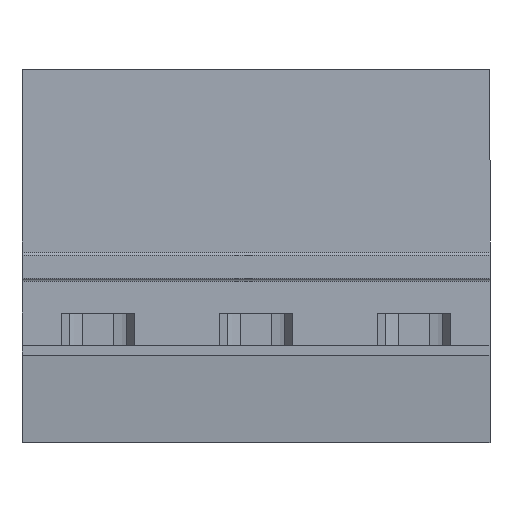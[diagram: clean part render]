
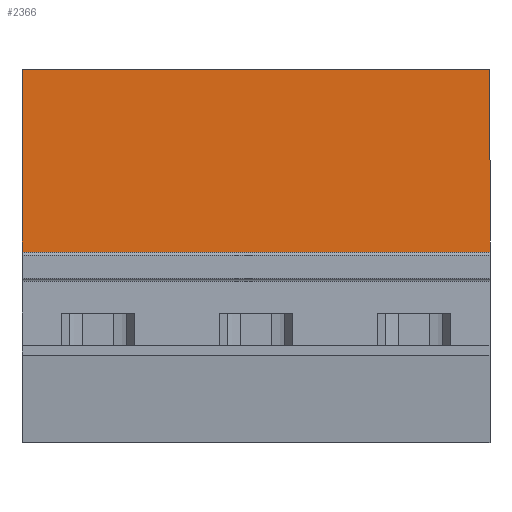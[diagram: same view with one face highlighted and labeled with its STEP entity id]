
A CAD part, top view. The second image highlights one B-rep face of the part: STEP entity #2366.
In plain terms, the highlighted planar face has unit normal (0, 0, 1).
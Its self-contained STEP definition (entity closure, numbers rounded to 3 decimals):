
#1874=CARTESIAN_POINT('',(-7.52,-3.83,7.68));
#1875=VERTEX_POINT('',#1874);
#1883=CARTESIAN_POINT('',(-7.52,2.05,7.68));
#1884=VERTEX_POINT('',#1883);
#1885=CARTESIAN_POINT('',(-7.52,2.05,7.68));
#1886=DIRECTION('',(0.0,-1.0,0.0));
#1887=VECTOR('',#1886,5.88);
#1888=LINE('',#1885,#1887);
#1889=EDGE_CURVE('',#1884,#1875,#1888,.T.);
#2245=CARTESIAN_POINT('',(7.52,2.05,7.68));
#2246=VERTEX_POINT('',#2245);
#2253=CARTESIAN_POINT('',(7.52,-3.83,7.68));
#2254=VERTEX_POINT('',#2253);
#2255=CARTESIAN_POINT('',(7.52,-3.83,7.68));
#2256=DIRECTION('',(0.0,1.0,0.0));
#2257=VECTOR('',#2256,5.88);
#2258=LINE('',#2255,#2257);
#2259=EDGE_CURVE('',#2254,#2246,#2258,.T.);
#2341=CARTESIAN_POINT('',(7.52,-3.83,7.68));
#2342=DIRECTION('',(-1.0,0.0,0.0));
#2343=VECTOR('',#2342,15.04);
#2344=LINE('',#2341,#2343);
#2345=EDGE_CURVE('',#2254,#1875,#2344,.T.);
#2350=CARTESIAN_POINT('',(8.272,-4.124,7.68));
#2351=DIRECTION('',(0.0,0.0,1.0));
#2352=DIRECTION('',(0.0,-1.0,0.0));
#2353=AXIS2_PLACEMENT_3D('',#2350,#2351,#2352);
#2354=PLANE('',#2353);
#2355=ORIENTED_EDGE('',*,*,#1889,.T.);
#2356=ORIENTED_EDGE('',*,*,#2345,.F.);
#2357=ORIENTED_EDGE('',*,*,#2259,.T.);
#2358=CARTESIAN_POINT('',(7.52,2.05,7.68));
#2359=DIRECTION('',(-1.0,0.0,0.0));
#2360=VECTOR('',#2359,15.04);
#2361=LINE('',#2358,#2360);
#2362=EDGE_CURVE('',#2246,#1884,#2361,.T.);
#2363=ORIENTED_EDGE('',*,*,#2362,.T.);
#2364=EDGE_LOOP('',(#2355,#2356,#2357,#2363));
#2365=FACE_OUTER_BOUND('',#2364,.T.);
#2366=ADVANCED_FACE('',(#2365),#2354,.T.);
